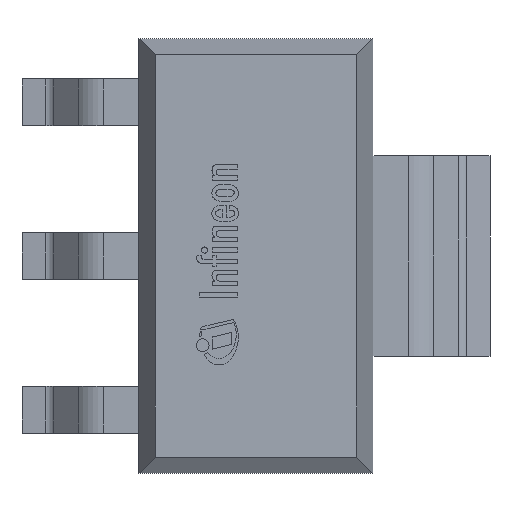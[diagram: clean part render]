
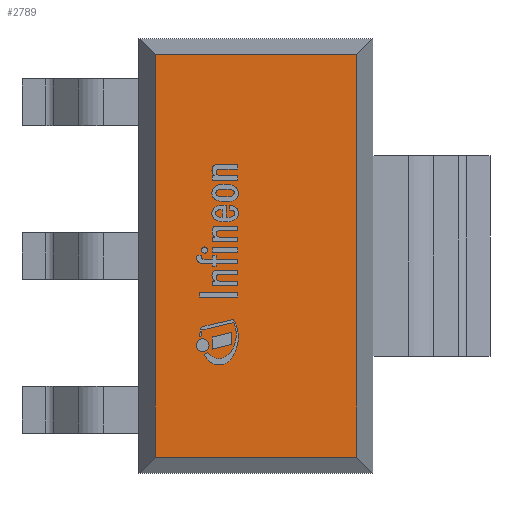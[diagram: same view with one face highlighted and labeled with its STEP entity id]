
A CAD part, top view. The second image highlights one B-rep face of the part: STEP entity #2789.
In plain terms, the highlighted planar face has unit normal (0, 0, 1).
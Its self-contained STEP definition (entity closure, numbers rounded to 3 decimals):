
#263=FACE_OUTER_BOUND('',#439,.T.);
#439=EDGE_LOOP('',(#1851,#1852,#1853,#1854));
#623=LINE('',#3849,#879);
#625=LINE('',#3853,#881);
#630=LINE('',#3862,#886);
#631=LINE('',#3864,#887);
#879=VECTOR('',#3199,1.);
#881=VECTOR('',#3203,1.);
#886=VECTOR('',#3210,1.);
#887=VECTOR('',#3213,1.);
#1131=VERTEX_POINT('',#3846);
#1132=VERTEX_POINT('',#3848);
#1133=VERTEX_POINT('',#3852);
#1136=VERTEX_POINT('',#3859);
#1411=EDGE_CURVE('',#1132,#1131,#623,.T.);
#1413=EDGE_CURVE('',#1132,#1133,#625,.T.);
#1418=EDGE_CURVE('',#1136,#1133,#630,.T.);
#1419=EDGE_CURVE('',#1131,#1136,#631,.T.);
#1851=ORIENTED_EDGE('',*,*,#1411,.T.);
#1852=ORIENTED_EDGE('',*,*,#1419,.T.);
#1853=ORIENTED_EDGE('',*,*,#1418,.T.);
#1854=ORIENTED_EDGE('',*,*,#1413,.F.);
#2649=PLANE('',#2985);
#2789=ADVANCED_FACE('',(#263),#2649,.T.);
#2985=AXIS2_PLACEMENT_3D('',#3866,#3215,#3216);
#3199=DIRECTION('',(-1.,0.,0.));
#3203=DIRECTION('',(0.,-1.,0.));
#3210=DIRECTION('',(1.,0.,0.));
#3213=DIRECTION('',(0.,-1.,0.));
#3215=DIRECTION('center_axis',(0.,0.,1.));
#3216=DIRECTION('ref_axis',(-1.,0.,0.));
#3846=CARTESIAN_POINT('',(-1.509,3.009,1.8));
#3848=CARTESIAN_POINT('',(1.509,3.009,1.8));
#3849=CARTESIAN_POINT('',(-0.875,3.009,1.8));
#3852=CARTESIAN_POINT('',(1.509,-3.009,1.8));
#3853=CARTESIAN_POINT('',(1.509,1.625,1.8));
#3859=CARTESIAN_POINT('',(-1.509,-3.009,1.8));
#3862=CARTESIAN_POINT('',(0.875,-3.009,1.8));
#3864=CARTESIAN_POINT('',(-1.509,-1.625,1.8));
#3866=CARTESIAN_POINT('Origin',(0.,0.,
1.8));
